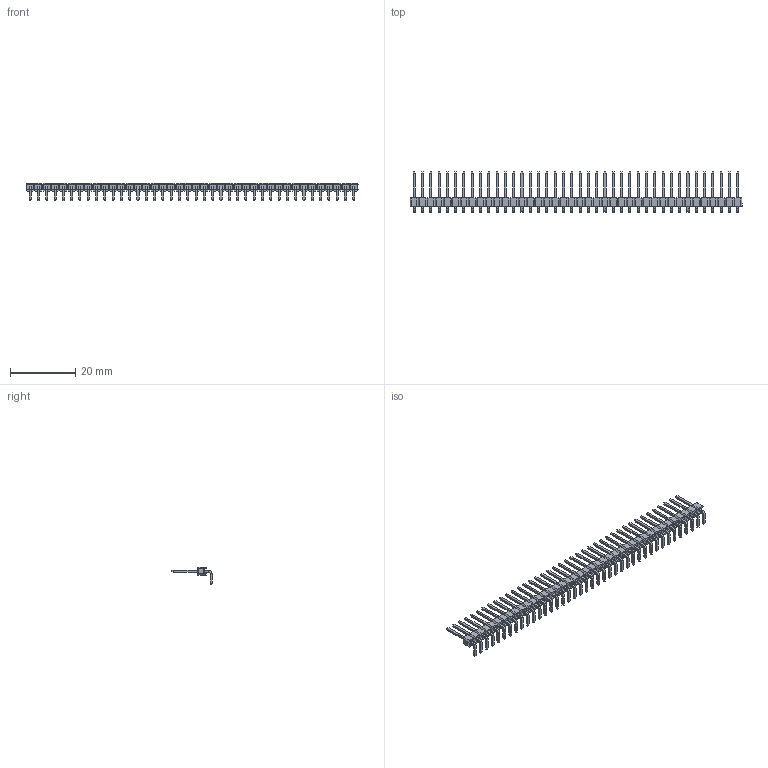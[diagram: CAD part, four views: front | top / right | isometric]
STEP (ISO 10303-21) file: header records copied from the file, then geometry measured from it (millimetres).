
FILE_DESCRIPTION (( 'STEP AP214' ), '1' );
FILE_NAME ('1x40 Male Pin Header Angle.STEP', '2021-11-11T22:53:47', ( 'M.B.I.' ), ( '' ), 'SwSTEP 2.0', '', '' );
FILE_SCHEMA (( 'AUTOMOTIVE_DESIGN' ));
Length unit declared in the file: millimetre
Products named in the file (1): 1x40 Male Pin Header Angle
Bounding box: 101.61 x 12.36 x 5.5 mm (x, y, z)
Volume: 737 mm3; surface area: 3118.9 mm2
Topology: 61 solids, 61 shells, 2008 faces, 4854 edges, 2968 vertices
Faces by surface type: plane 1928, cylinder 80
Entity records: 57120 total; most frequent: CARTESIAN_POINT 9831, ORIENTED_EDGE 9708, DIRECTION 9032, EDGE_CURVE 4854, VECTOR 4694, LINE 4694, VERTEX_POINT 2968, AXIS2_PLACEMENT_3D 2169
